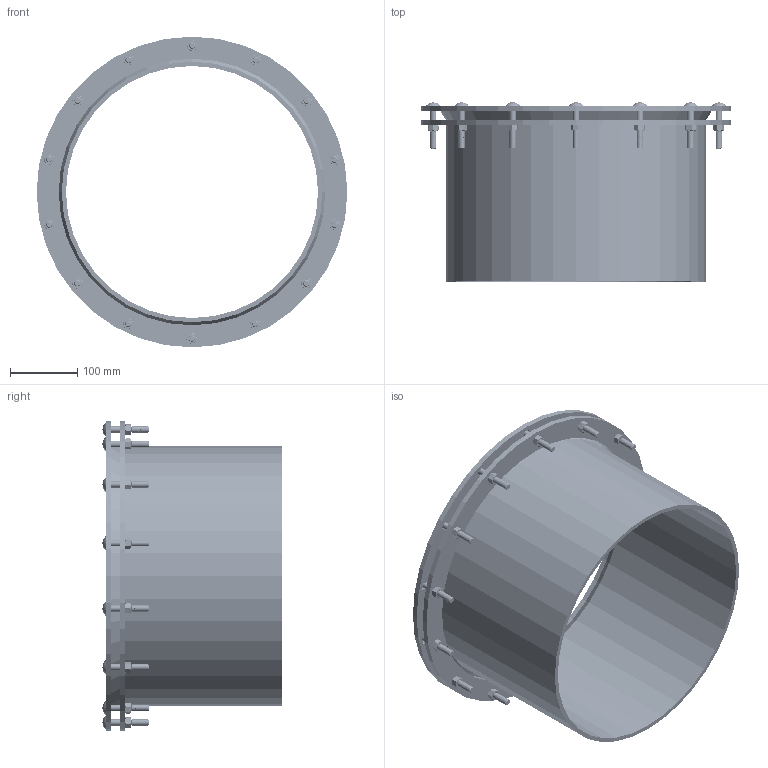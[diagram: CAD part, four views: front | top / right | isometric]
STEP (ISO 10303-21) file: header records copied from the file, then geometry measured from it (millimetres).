
FILE_DESCRIPTION (( 'STEP AP214' ), '1' );
FILE_NAME ('2006-15P.STEP', '2021-02-12T20:52:03', ( '' ), ( '' ), 'SwSTEP 2.0', 'SolidWorks 2021', '' );
FILE_SCHEMA (( 'AUTOMOTIVE_DESIGN' ));
Length unit declared in the file: inch
Products named in the file (6): 2006_2006-15P; 36306; Coupler Rings_1031-PL1500; 21867; Coupler Rings_1033-PW1500; 2006-15P
Assembly tree (31 placements, depth 2):
  2006-15P
    2006_2006-15P
    Coupler Rings_1031-PL1500
    Coupler Rings_1033-PW1500
    36306  x14
    21867  x14
Bounding box: 463.55 x 267.22 x 463.55 mm (x, y, z)
Volume: 2843545.6 mm3; surface area: 960545.5 mm2
Topology: 45 solids, 45 shells, 2122 faces, 5294 edges, 3290 vertices
Faces by surface type: cylinder 1104, cone 452, plane 412, sphere 112, bspline 42
Entity records: 16806 total; most frequent: CARTESIAN_POINT 9773, ORIENTED_EDGE 1462, DIRECTION 1260, EDGE_CURVE 731, VECTOR 472, LINE 472, VERTEX_POINT 469, AXIS2_PLACEMENT_3D 394
